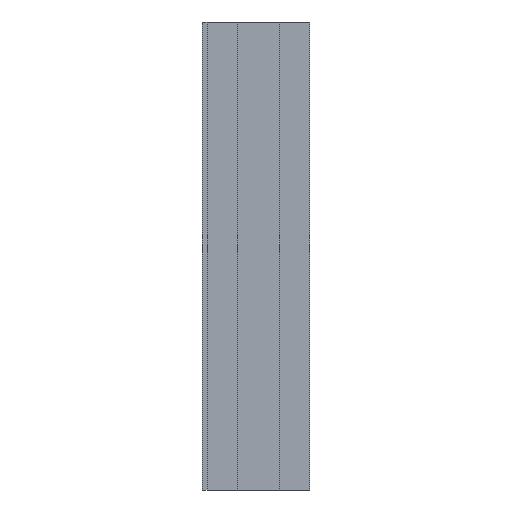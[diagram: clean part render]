
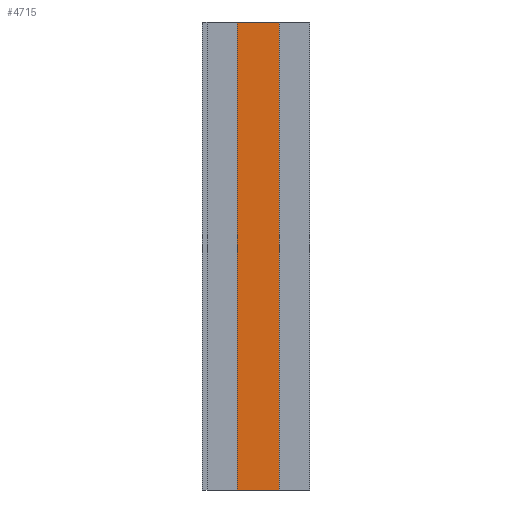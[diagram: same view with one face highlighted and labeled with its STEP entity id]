
A CAD part, left-side view. The second image highlights one B-rep face of the part: STEP entity #4715.
In plain terms, the highlighted planar face has unit normal (-1, 0, 0).
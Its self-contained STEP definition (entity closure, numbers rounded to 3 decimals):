
#152 = CARTESIAN_POINT ( 'NONE',  ( -28.5, -9.352, 0. ) ) ;
#210 = DIRECTION ( 'NONE',  ( 0., 0., 1. ) ) ;
#211 = DIRECTION ( 'NONE',  ( -1., 0., 0. ) ) ;
#212 = CARTESIAN_POINT ( 'NONE',  ( -28.5, 2.648, -115.5 ) ) ;
#213 = PLANE ( 'NONE',  #1807 ) ;
#560 = LINE ( 'NONE', #1717, #561 ) ;
#561 = VECTOR ( 'NONE', #1716, 1000. ) ;
#564 = LINE ( 'NONE', #1713, #565 ) ;
#565 = VECTOR ( 'NONE', #1712, 1000. ) ;
#566 = LINE ( 'NONE', #1711, #567 ) ;
#567 = VECTOR ( 'NONE', #1710, 1000. ) ;
#568 = LINE ( 'NONE', #1709, #569 ) ;
#569 = VECTOR ( 'NONE', #1708, 1000. ) ;
#766 = FACE_OUTER_BOUND ( 'NONE', #945, .T. ) ;
#811 = ORIENTED_EDGE ( 'NONE', *, *, #3761, .F. ) ;
#812 = ORIENTED_EDGE ( 'NONE', *, *, #3762, .F. ) ;
#813 = ORIENTED_EDGE ( 'NONE', *, *, #3763, .T. ) ;
#814 = ORIENTED_EDGE ( 'NONE', *, *, #3759, .T. ) ;
#945 = EDGE_LOOP ( 'NONE', ( #811, #812, #813, #814 ) ) ;
#1186 = CARTESIAN_POINT ( 'NONE',  ( -28.5, 2.648, -115.5 ) ) ;
#1190 = CARTESIAN_POINT ( 'NONE',  ( -28.5, 2.648, 0. ) ) ;
#1191 = CARTESIAN_POINT ( 'NONE',  ( -28.5, -9.352, -115.5 ) ) ;
#1708 = DIRECTION ( 'NONE',  ( 0., -1., 0. ) ) ;
#1709 = CARTESIAN_POINT ( 'NONE',  ( -28.5, 2.648, -115.5 ) ) ;
#1710 = DIRECTION ( 'NONE',  ( 0., 0., 1. ) ) ;
#1711 = CARTESIAN_POINT ( 'NONE',  ( -28.5, 2.648, -115.5 ) ) ;
#1712 = DIRECTION ( 'NONE',  ( 0., -1., 0. ) ) ;
#1713 = CARTESIAN_POINT ( 'NONE',  ( -28.5, 2.648, 0. ) ) ;
#1716 = DIRECTION ( 'NONE',  ( 0., 0., 1. ) ) ;
#1717 = CARTESIAN_POINT ( 'NONE',  ( -28.5, -9.352, -115.5 ) ) ;
#1807 = AXIS2_PLACEMENT_3D ( 'NONE', #212, #211, #210 ) ;
#3759 = EDGE_CURVE ( 'NONE', #4304, #4475, #560, .T. ) ;
#3761 = EDGE_CURVE ( 'NONE', #4306, #4475, #564, .T. ) ;
#3762 = EDGE_CURVE ( 'NONE', #4318, #4306, #566, .T. ) ;
#3763 = EDGE_CURVE ( 'NONE', #4318, #4304, #568, .T. ) ;
#4304 = VERTEX_POINT ( 'NONE', #1191 ) ;
#4306 = VERTEX_POINT ( 'NONE', #1190 ) ;
#4318 = VERTEX_POINT ( 'NONE', #1186 ) ;
#4475 = VERTEX_POINT ( 'NONE', #152 ) ;
#4715 = ADVANCED_FACE ( 'NONE', ( #766 ), #213, .T. ) ;
